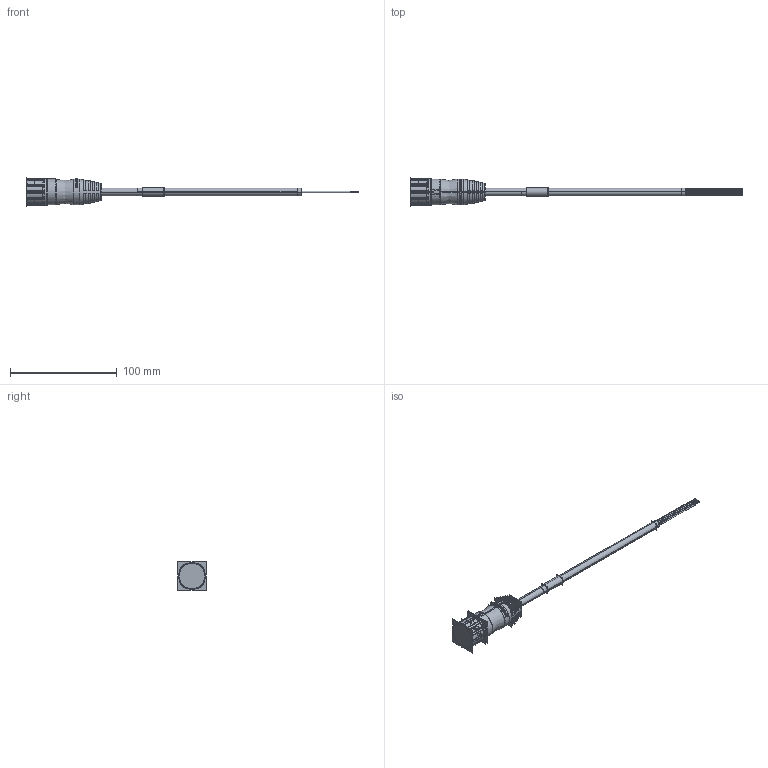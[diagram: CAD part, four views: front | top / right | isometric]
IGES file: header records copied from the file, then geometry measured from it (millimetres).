
Start section:  PTC IGES file: 242011_sm01.igs
Global section: file name: 242011_sm01.igs; native system: Creo Parametric by PTC Inc.; preprocessor: 2022414; author: banengservice; organization: Unknown; date: 20240912.115504; units: millimetre
Bounding box: 311.47 x 26.42 x 26.42 mm (x, y, z)
Volume: 556.8 mm3; surface area: 65895.8 mm2
Topology: 5 solids, 9 shells, 596 faces, 4550 edges, 6086 vertices
Faces by surface type: bspline 322, revolution 274
